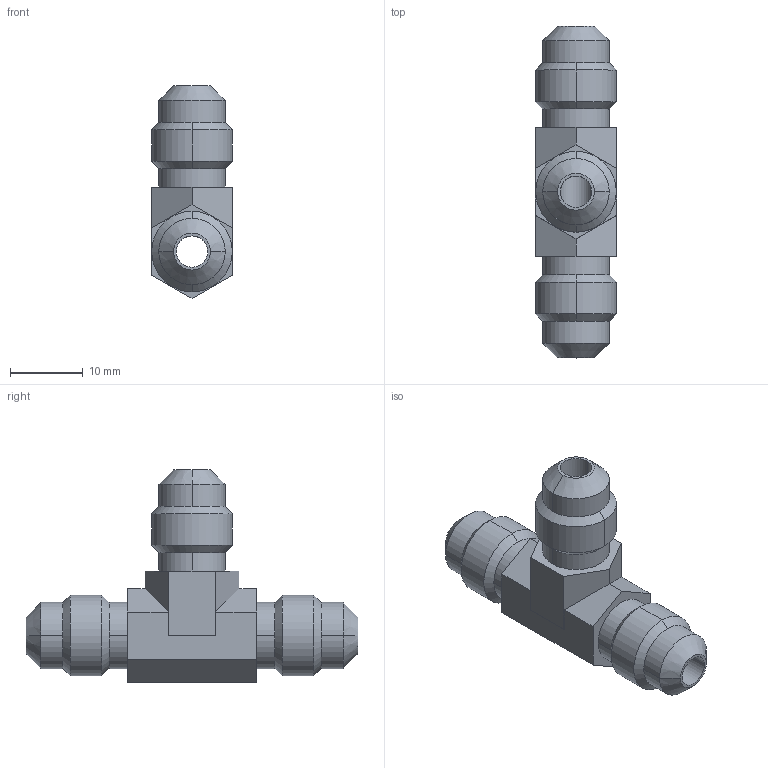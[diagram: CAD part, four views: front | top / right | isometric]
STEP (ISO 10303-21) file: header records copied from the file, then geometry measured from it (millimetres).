
FILE_DESCRIPTION((''),'2;1');
FILE_NAME('ILC30205544','2005-08-23T',('KR'),(''),'PRO/ENGINEER BY PARAMETRIC TECHNOLOGY CORPORATION, 2004290','PRO/ENGINEER BY PARAMETRIC TECHNOLOGY CORPORATION, 2004290','');
FILE_SCHEMA(('AUTOMOTIVE_DESIGN_CC2 { 1 2 10303 214 -1 1 5 2 }'));
Length unit declared in the file: inch
Products named in the file (1): ILC30205544
Bounding box: 11.18 x 45.72 x 29.31 mm (x, y, z)
Volume: 4462.4 mm3; surface area: 3176.3 mm2
Topology: 1 solids, 1 shells, 63 faces, 153 edges, 94 vertices
Faces by surface type: cylinder 23, plane 22, cone 18
Entity records: 2461 total; most frequent: CARTESIAN_POINT 342, DIRECTION 337, ORIENTED_EDGE 306, PRESENTATION_STYLE_ASSIGNMENT 154, STYLED_ITEM 154, CURVE_STYLE 153, EDGE_CURVE 153, AXIS2_PLACEMENT_3D 123
